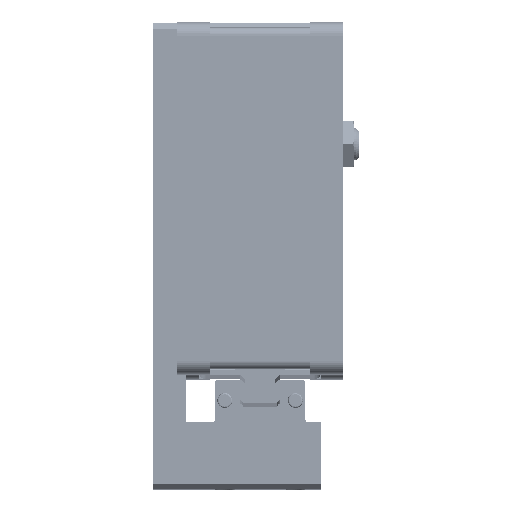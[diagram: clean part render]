
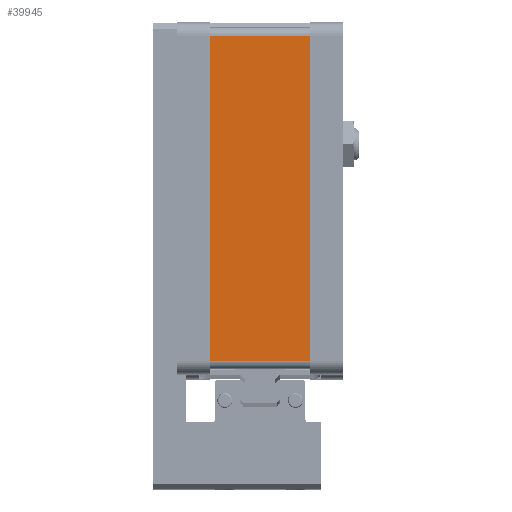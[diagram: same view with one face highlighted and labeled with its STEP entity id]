
A CAD part, top view. The second image highlights one B-rep face of the part: STEP entity #39945.
In plain terms, the highlighted face is planar.
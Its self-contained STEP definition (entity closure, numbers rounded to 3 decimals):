
#121 = EDGE_LOOP ( 'NONE', ( #57077, #44274, #42206, #10025 ) ) ;
#1021 = VECTOR ( 'NONE', #55950, 1000. ) ;
#1903 = DIRECTION ( 'NONE',  ( 0., 0., -1. ) ) ;
#4389 = DIRECTION ( 'NONE',  ( -1., 0., 0. ) ) ;
#6829 = DIRECTION ( 'NONE',  ( 0., 1., 0. ) ) ;
#6968 = VECTOR ( 'NONE', #53754, 1000. ) ;
#8820 = CARTESIAN_POINT ( 'NONE',  ( 98., 0., 20.5 ) ) ;
#9708 = CARTESIAN_POINT ( 'NONE',  ( 98., 123., 20.5 ) ) ;
#10025 = ORIENTED_EDGE ( 'NONE', *, *, #17974, .T. ) ;
#17068 = FACE_OUTER_BOUND ( 'NONE', #121, .T. ) ;
#17974 = EDGE_CURVE ( 'NONE', #60921, #36351, #28448, .T. ) ;
#19423 = LINE ( 'NONE', #21627, #6968 ) ;
#21627 = CARTESIAN_POINT ( 'NONE',  ( 98., 0., -20.5 ) ) ;
#23305 = CARTESIAN_POINT ( 'NONE',  ( 98., 0., 20.5 ) ) ;
#25590 = VECTOR ( 'NONE', #1903, 1000. ) ;
#28448 = LINE ( 'NONE', #39868, #1021 ) ;
#28810 = VECTOR ( 'NONE', #6829, 1000. ) ;
#29966 = VERTEX_POINT ( 'NONE', #9708 ) ;
#31265 = LINE ( 'NONE', #23305, #28810 ) ;
#36351 = VERTEX_POINT ( 'NONE', #60077 ) ;
#36788 = CARTESIAN_POINT ( 'NONE',  ( 98., 3., 20.5 ) ) ;
#39013 = CARTESIAN_POINT ( 'NONE',  ( 98., 123., -20.5 ) ) ;
#39788 = LINE ( 'NONE', #43990, #25590 ) ;
#39868 = CARTESIAN_POINT ( 'NONE',  ( 98., 3., 20.5 ) ) ;
#39945 = ADVANCED_FACE ( 'NONE', ( #17068 ), #46257, .F. ) ;
#42206 = ORIENTED_EDGE ( 'NONE', *, *, #58110, .F. ) ;
#42465 = VERTEX_POINT ( 'NONE', #39013 ) ;
#43990 = CARTESIAN_POINT ( 'NONE',  ( 98., 123., 20.5 ) ) ;
#44274 = ORIENTED_EDGE ( 'NONE', *, *, #49382, .F. ) ;
#46257 = PLANE ( 'NONE',  #48772 ) ;
#48772 = AXIS2_PLACEMENT_3D ( 'NONE', #8820, #4389, #62280 ) ;
#49382 = EDGE_CURVE ( 'NONE', #29966, #42465, #39788, .T. ) ;
#53754 = DIRECTION ( 'NONE',  ( 0., 1., 0. ) ) ;
#55950 = DIRECTION ( 'NONE',  ( 0., 0., -1. ) ) ;
#57077 = ORIENTED_EDGE ( 'NONE', *, *, #59845, .T. ) ;
#58110 = EDGE_CURVE ( 'NONE', #60921, #29966, #31265, .T. ) ;
#59845 = EDGE_CURVE ( 'NONE', #36351, #42465, #19423, .T. ) ;
#60077 = CARTESIAN_POINT ( 'NONE',  ( 98., 3., -20.5 ) ) ;
#60921 = VERTEX_POINT ( 'NONE', #36788 ) ;
#62280 = DIRECTION ( 'NONE',  ( 0., 0., 1. ) ) ;
